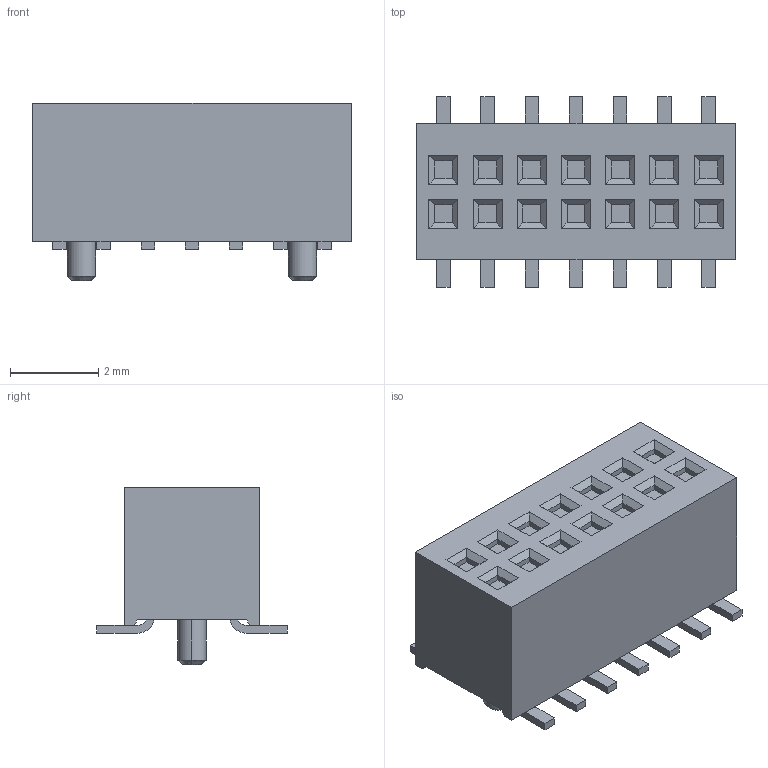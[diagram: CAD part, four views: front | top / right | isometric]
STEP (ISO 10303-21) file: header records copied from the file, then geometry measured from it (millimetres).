
FILE_DESCRIPTION((''),'2;1');
FILE_NAME('SAMTEC_MLE-107-01-G-DV-A.stp','2013-02-11T14:14:07',(''),(''),'Mechanical Desktop 2011','Mechanical Desktop 2011',', , ');
FILE_SCHEMA(('AUTOMOTIVE_DESIGN { 1 2 10303 214 1 1 1 1 }'));
Length unit declared in the file: millimetre
Products named in the file (1): Product
Bounding box: 7.2 x 4.32 x 4.01 mm (x, y, z)
Volume: 67.7 mm3; surface area: 138.7 mm2
Topology: 17 solids, 17 shells, 288 faces, 660 edges, 420 vertices
Faces by surface type: plane 182, bspline 70, cylinder 32, cone 4
Entity records: 7968 total; most frequent: CARTESIAN_POINT 1579, ORIENTED_EDGE 1320, DIRECTION 1166, EDGE_CURVE 660, VECTOR 592, LINE 592, VERTEX_POINT 420, EDGE_LOOP 302
